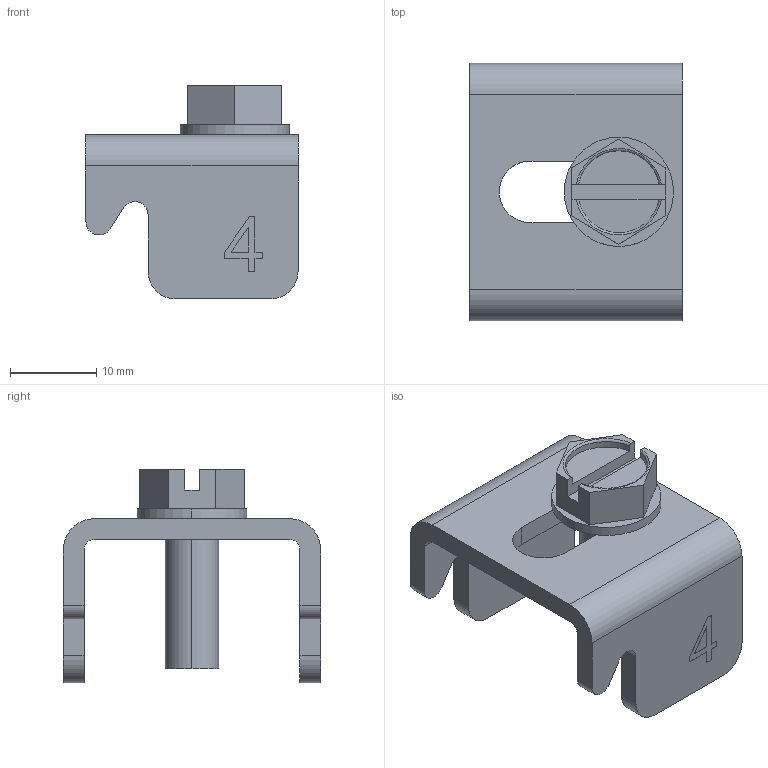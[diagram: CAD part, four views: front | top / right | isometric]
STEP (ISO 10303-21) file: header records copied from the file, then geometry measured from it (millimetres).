
FILE_DESCRIPTION (( 'STEP AP203' ), '1' );
FILE_NAME ('1481HC18_Default.step', '2019-11-12T17:01:12', ( '' ), ( '' ), 'SwSTEP 2.0', 'SolidWorks 2019', '' );
FILE_SCHEMA (( 'CONFIG_CONTROL_DESIGN' ));
Length unit declared in the file: inch
Products named in the file (1): 1481HC18_Default
Bounding box: 24.64 x 29.91 x 24.8 mm (x, y, z)
Volume: 4022.7 mm3; surface area: 4050.3 mm2
Topology: 3 solids, 3 shells, 76 faces, 201 edges, 134 vertices
Faces by surface type: plane 49, cylinder 25, bspline 2
Entity records: 2550 total; most frequent: CARTESIAN_POINT 544, ORIENTED_EDGE 402, DIRECTION 395, EDGE_CURVE 201, LINE 145, VECTOR 145, VERTEX_POINT 134, AXIS2_PLACEMENT_3D 125
